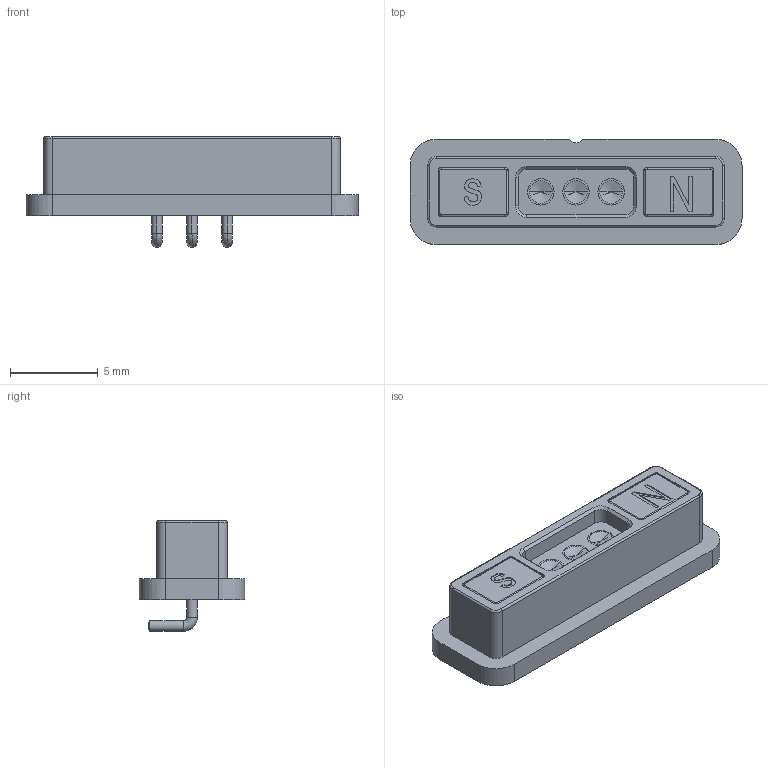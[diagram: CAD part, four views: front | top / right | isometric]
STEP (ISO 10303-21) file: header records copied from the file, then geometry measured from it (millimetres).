
FILE_DESCRIPTION (( 'STEP AP214' ), '1' );
FILE_NAME ('686F0321350120E.STEP', '2023-05-05T19:19:32', ( '' ), ( '' ), 'SwSTEP 2.0', 'SolidWorks 2020', '' );
FILE_SCHEMA (( 'AUTOMOTIVE_DESIGN' ));
Length unit declared in the file: millimetre
Products named in the file (1): 686F0321350120E
Bounding box: 18.9 x 6 x 6.3 mm (x, y, z)
Volume: 314.3 mm3; surface area: 540.1 mm2
Topology: 4 solids, 6 shells, 224 faces, 527 edges, 328 vertices
Faces by surface type: plane 85, cylinder 81, bspline 30, cone 18, torus 10
Entity records: 9691 total; most frequent: CARTESIAN_POINT 2032, DIRECTION 1088, ORIENTED_EDGE 1042, EDGE_CURVE 521, AXIS2_PLACEMENT_3D 400, VERTEX_POINT 328, LINE 288, VECTOR 288
